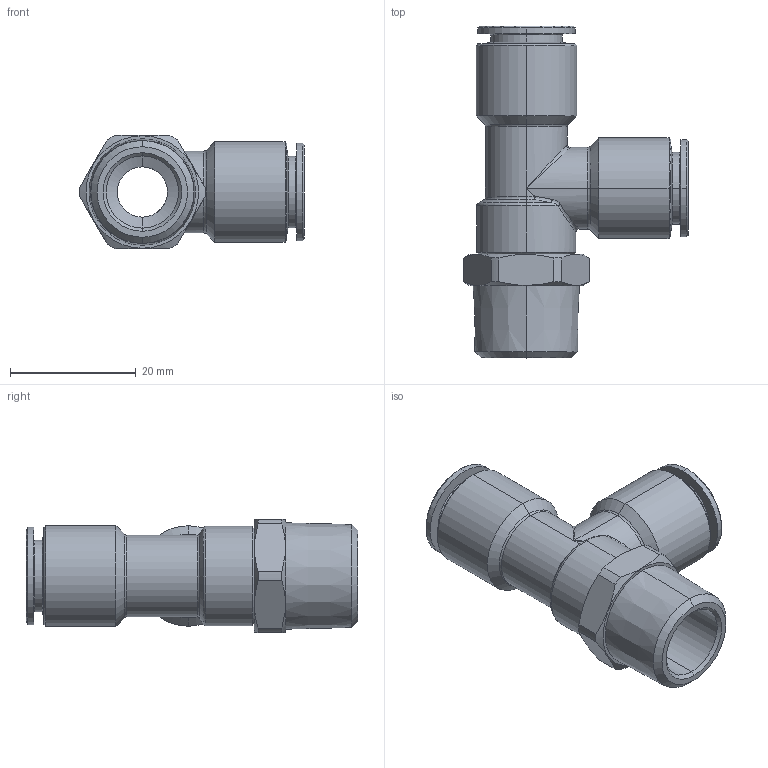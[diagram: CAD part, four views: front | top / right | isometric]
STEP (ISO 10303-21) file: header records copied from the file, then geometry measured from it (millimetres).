
FILE_DESCRIPTION (( 'STEP AP203' ), '1' );
FILE_NAME ('A0130053.STEP', '2009-11-27T13:10:04', ( 'Gabriele' ), ( 'C.Matic srl' ), 'SwSTEP 2.0', 'SolidWorks 2009', '' );
FILE_SCHEMA (( 'CONFIG_CONTROL_DESIGN' ));
Length unit declared in the file: millimetre
Products named in the file (1): A0130053
Bounding box: 35.8 x 52.8 x 18 mm (x, y, z)
Volume: 7734.5 mm3; surface area: 6504.9 mm2
Topology: 1 solids, 1 shells, 125 faces, 280 edges, 158 vertices
Faces by surface type: cone 45, cylinder 40, plane 18, torus 10, bspline 8, sphere 4
Entity records: 4404 total; most frequent: CARTESIAN_POINT 1570, DIRECTION 622, ORIENTED_EDGE 552, EDGE_CURVE 276, AXIS2_PLACEMENT_3D 264, VERTEX_POINT 158, CIRCLE 146, EDGE_LOOP 134
